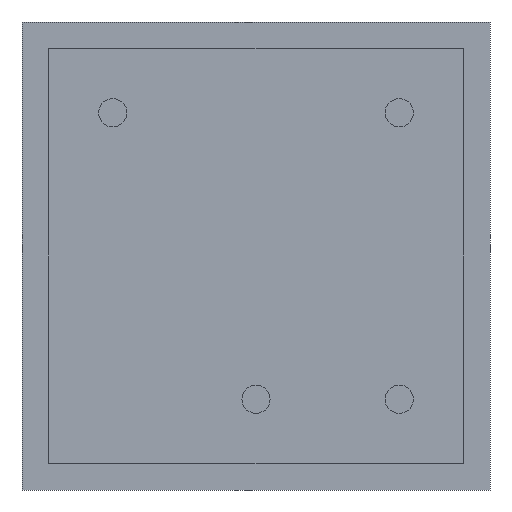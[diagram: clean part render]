
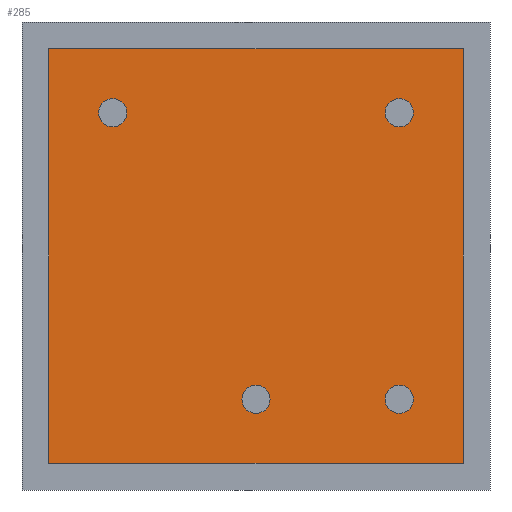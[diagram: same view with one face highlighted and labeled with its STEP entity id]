
A CAD part, front view. The second image highlights one B-rep face of the part: STEP entity #285.
In plain terms, the highlighted planar face has unit normal (0, -1, 0).
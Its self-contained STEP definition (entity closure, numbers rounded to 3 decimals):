
#153 = EDGE_CURVE('',#154,#156,#158,.T.);
#154 = VERTEX_POINT('',#155);
#155 = CARTESIAN_POINT('',(-3.675,0.,-3.675));
#156 = VERTEX_POINT('',#157);
#157 = CARTESIAN_POINT('',(-3.675,0.,3.675));
#158 = LINE('',#159,#160);
#159 = CARTESIAN_POINT('',(-3.675,0.,1.838));
#160 = VECTOR('',#161,1.);
#161 = DIRECTION('',(0.,0.,1.));
#193 = EDGE_CURVE('',#156,#194,#196,.T.);
#194 = VERTEX_POINT('',#195);
#195 = CARTESIAN_POINT('',(3.675,0.,3.675));
#196 = LINE('',#197,#198);
#197 = CARTESIAN_POINT('',(1.838,0.,3.675));
#198 = VECTOR('',#199,1.);
#199 = DIRECTION('',(1.,0.,0.));
#224 = EDGE_CURVE('',#194,#225,#227,.T.);
#225 = VERTEX_POINT('',#226);
#226 = CARTESIAN_POINT('',(3.675,0.,-3.675));
#227 = LINE('',#228,#229);
#228 = CARTESIAN_POINT('',(3.675,0.,-1.838));
#229 = VECTOR('',#230,1.);
#230 = DIRECTION('',(0.,0.,-1.));
#255 = EDGE_CURVE('',#225,#154,#256,.T.);
#256 = LINE('',#257,#258);
#257 = CARTESIAN_POINT('',(-1.838,0.,-3.675));
#258 = VECTOR('',#259,1.);
#259 = DIRECTION('',(-1.,0.,0.));
#285 = ADVANCED_FACE('',(#286),#292,.T.);
#286 = FACE_BOUND('',#287,.T.);
#287 = EDGE_LOOP('',(#288,#289,#290,#291));
#288 = ORIENTED_EDGE('',*,*,#224,.F.);
#289 = ORIENTED_EDGE('',*,*,#193,.F.);
#290 = ORIENTED_EDGE('',*,*,#153,.F.);
#291 = ORIENTED_EDGE('',*,*,#255,.F.);
#292 = PLANE('',#293);
#293 = AXIS2_PLACEMENT_3D('',#294,#295,#296);
#294 = CARTESIAN_POINT('',(0.,0.,0.));
#295 = DIRECTION('',(0.,-1.,0.));
#296 = DIRECTION('',(0.,0.,-1.));
